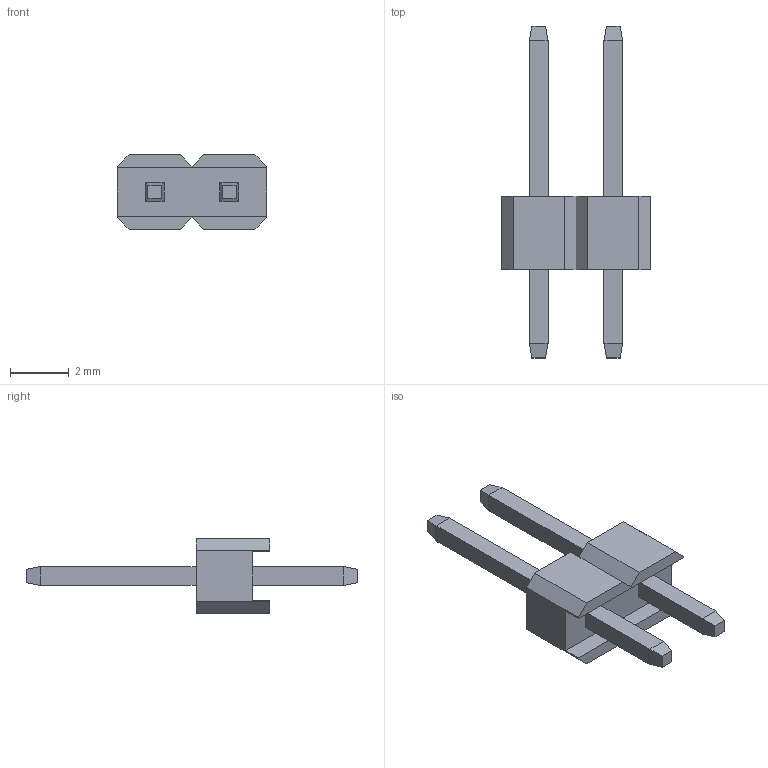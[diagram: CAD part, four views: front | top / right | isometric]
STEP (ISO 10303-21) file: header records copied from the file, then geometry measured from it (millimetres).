
FILE_DESCRIPTION (( 'STEP AP214' ), '1' );
FILE_NAME ('2.54 mm DUPONT MALE PIN HEADER, CONFIGURABLE, 1X2.STEP', '2019-05-09T04:34:52', ( '' ), ( '' ), 'SwSTEP 2.0', 'SolidWorks 2018', '' );
FILE_SCHEMA (( 'AUTOMOTIVE_DESIGN' ));
Length unit declared in the file: millimetre
Products named in the file (6): PIN, 2.54 mm DUPONT MALE PIN HEADER, CONFIGURABLE; 2.54 mm DUPONT MALE PIN HEADER, CONFIGURABLE, 1X2; BASE, 2.54 mm DUPONT MALE PIN HEADER, CONFIGURABLE_1X2; BASE, 2.54 mm DUPONT MALE PIN HEADER, CONFIGURABLE
Assembly tree (3 placements, depth 2):
  PIN, 2.54 mm DUPONT MALE PIN HEADER, CONFIGURABLE
  2.54 mm DUPONT MALE PIN HEADER, CONFIGURABLE, 1X2
    BASE, 2.54 mm DUPONT MALE PIN HEADER, CONFIGURABLE_1X2
    PIN, 2.54 mm DUPONT MALE PIN HEADER, CONFIGURABLE  x2
  PIN, 2.54 mm DUPONT MALE PIN HEADER, CONFIGURABLE
  BASE, 2.54 mm DUPONT MALE PIN HEADER, CONFIGURABLE
Bounding box: 5.08 x 11.3 x 2.54 mm (x, y, z)
Volume: 33.2 mm3; surface area: 132.2 mm2
Topology: 3 solids, 3 shells, 56 faces, 134 edges, 84 vertices
Faces by surface type: plane 56
Entity records: 1389 total; most frequent: CARTESIAN_POINT 223, ORIENTED_EDGE 212, DIRECTION 204, EDGE_CURVE 106, VECTOR 106, LINE 106, VERTEX_POINT 68, AXIS2_PLACEMENT_3D 49
